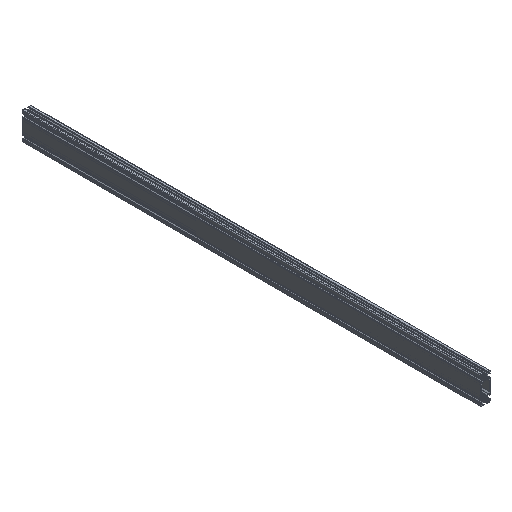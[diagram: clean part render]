
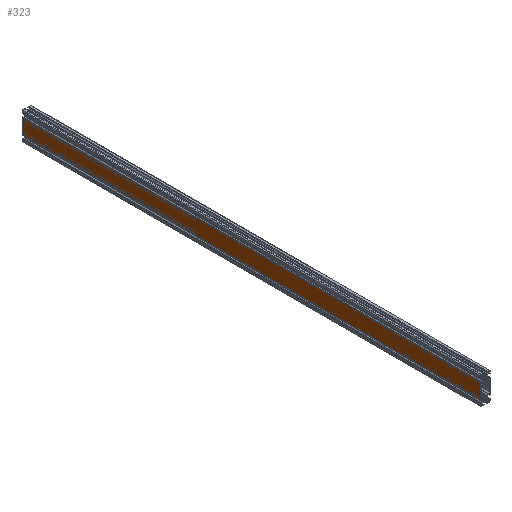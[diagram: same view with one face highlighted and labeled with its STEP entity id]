
A CAD part, isometric view. The second image highlights one B-rep face of the part: STEP entity #323.
In plain terms, the highlighted planar face has unit normal (-1, 0, 0).
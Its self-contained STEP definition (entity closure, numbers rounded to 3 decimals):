
#323=ADVANCED_FACE('',(#770),#771,.F.);
#770=FACE_OUTER_BOUND('',#1316,.T.);
#771=PLANE('',#1317);
#1316=EDGE_LOOP('',(#3234,#3235,#3236,#3237));
#1317=AXIS2_PLACEMENT_3D('',#3238,#3239,#3240);
#3234=ORIENTED_EDGE('',*,*,#4424,.F.);
#3235=ORIENTED_EDGE('',*,*,#4639,.F.);
#3236=ORIENTED_EDGE('',*,*,#4099,.F.);
#3237=ORIENTED_EDGE('',*,*,#4638,.T.);
#3238=CARTESIAN_POINT('',(-10.0,2000.0,-0.022));
#3239=DIRECTION('',(1.0,0.,0.));
#3240=DIRECTION('',(0.,0.,-1.0));
#4099=EDGE_CURVE('',#5067,#5069,#5070,.T.);
#4424=EDGE_CURVE('',#5656,#5658,#5659,.T.);
#4638=EDGE_CURVE('',#5067,#5658,#5978,.T.);
#4639=EDGE_CURVE('',#5069,#5656,#5979,.T.);
#5067=VERTEX_POINT('',#6491);
#5069=VERTEX_POINT('',#6493);
#5070=LINE('',#6494,#6495);
#5656=VERTEX_POINT('',#7275);
#5658=VERTEX_POINT('',#7277);
#5659=LINE('',#7278,#7279);
#5978=LINE('',#7758,#7759);
#5979=LINE('',#7760,#7761);
#6491=CARTESIAN_POINT('',(-10.0,1000.0,-16.3));
#6493=CARTESIAN_POINT('',(-10.0,1000.0,16.256));
#6494=CARTESIAN_POINT('',(-10.0,1000.0,-0.022));
#6495=VECTOR('',#8285,1.0);
#7275=CARTESIAN_POINT('',(-10.0,0.0,16.256));
#7277=CARTESIAN_POINT('',(-10.0,0.0,-16.3));
#7278=CARTESIAN_POINT('',(-10.0,0.0,-0.022));
#7279=VECTOR('',#8870,1.0);
#7758=CARTESIAN_POINT('',(-10.0,2000.0,-16.3));
#7759=VECTOR('',#9190,1.0);
#7760=CARTESIAN_POINT('',(-10.0,2000.0,16.256));
#7761=VECTOR('',#9191,1.0);
#8285=DIRECTION('',(0.,0.,1.0));
#8870=DIRECTION('',(0.,0.,-1.0));
#9190=DIRECTION('',(0.,-1.0,0.0));
#9191=DIRECTION('',(0.,-1.0,0.0));
